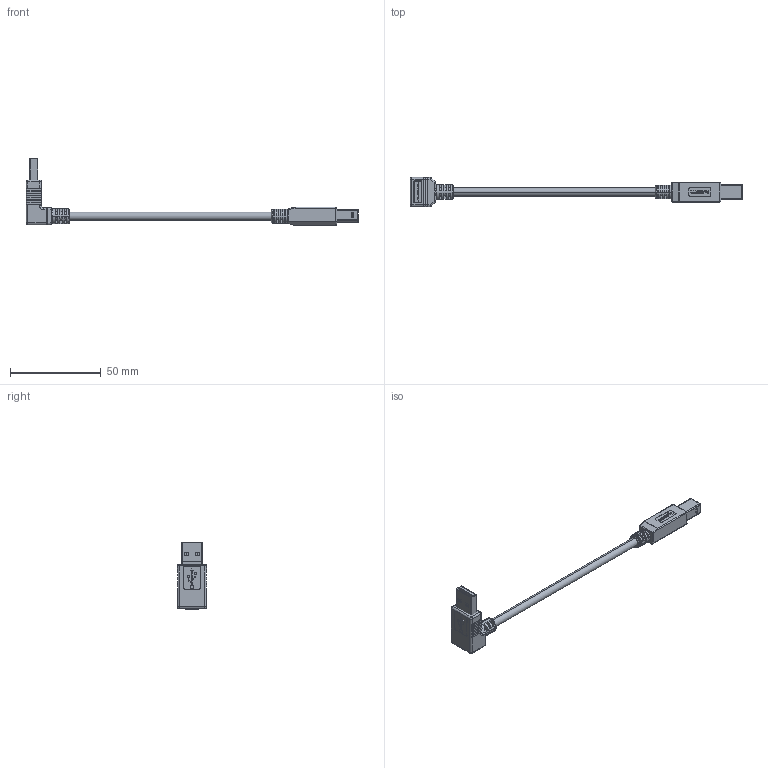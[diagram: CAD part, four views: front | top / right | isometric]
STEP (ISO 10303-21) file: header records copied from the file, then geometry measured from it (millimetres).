
FILE_DESCRIPTION (( 'STEP AP214' ), '1' );
FILE_NAME ('CA90DA-B.STEP', '2012-10-29T13:23:56', ( 'x' ), ( '' ), 'SwSTEP 2.0', 'SolidWorks 2012', '' );
FILE_SCHEMA (( 'AUTOMOTIVE_DESIGN' ));
Length unit declared in the file: inch
Products named in the file (15): CA90DA-B; 3AB06-026_WITH NEW LOGO; MTN-541_WITH LOGO-DOWN; CSUZAB-MA1; MTN-160_WITH NEW LOGO; 1AA05-004; 1AA05-004-MA2_NOT CRIMPED; 1AA05-004-MA1; 1AA05-004 COMBINE___; 1AA05-045-MA2; 1AA05-045-MA1; 1AA05-004(USB B STR MALE SOLDER TYPE HOUSING ASSEMBLY)___; MTN-541_WITH LOGO- DOWN; 1AA05-012; MTN-542
Assembly tree (16 placements, depth 5):
  CA90DA-B
    CSUZAB-MA1
    MTN-541_WITH LOGO- DOWN
      MTN-541_WITH LOGO-DOWN
      MTN-542
      1AA05-012
    3AB06-026_WITH NEW LOGO
      1AA05-004
        1AA05-004 COMBINE___
          1AA05-004(USB B STR MALE SOLDER TYPE HOUSING ASSEMBLY)___
          1AA05-045-MA1  x2
          1AA05-045-MA2  x2
        1AA05-004-MA1
        1AA05-004-MA2_NOT CRIMPED
      MTN-160_WITH NEW LOGO
Bounding box: 182.88 x 16 x 36.7 mm (x, y, z)
Volume: 12504.7 mm3; surface area: 11532.3 mm2
Topology: 17 solids, 17 shells, 1349 faces, 3509 edges, 2210 vertices
Faces by surface type: plane 874, cylinder 274, bspline 134, sphere 40, torus 27
Entity records: 44347 total; most frequent: CARTESIAN_POINT 11214, ORIENTED_EDGE 6446, DIRECTION 5874, EDGE_CURVE 3223, LINE 2354, VECTOR 2354, VERTEX_POINT 2058, AXIS2_PLACEMENT_3D 1760
